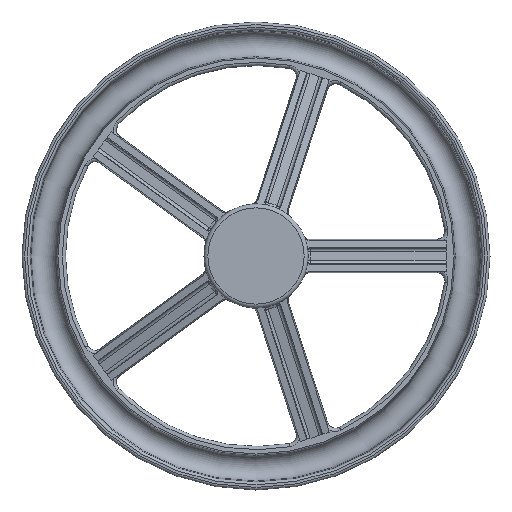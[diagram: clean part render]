
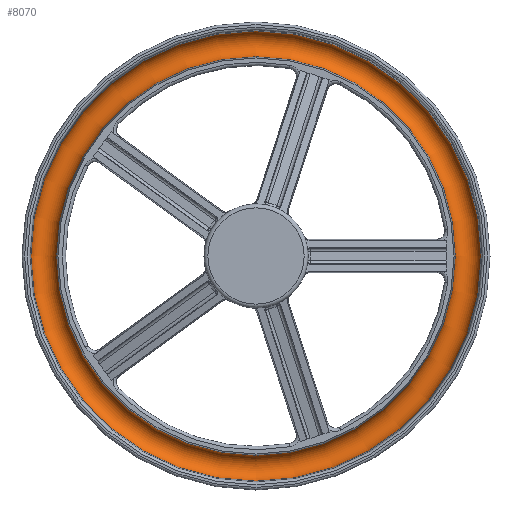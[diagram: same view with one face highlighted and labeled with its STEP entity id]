
A CAD part, left-side view. The second image highlights one B-rep face of the part: STEP entity #8070.
In plain terms, the highlighted toroidal (fillet/blend) face has major radius 163.064 mm and minor radius 10 mm.
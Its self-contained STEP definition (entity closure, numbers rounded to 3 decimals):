
#2166 = AXIS2_PLACEMENT_3D ( 'NONE', #9529, #9523, #9534 ) ;
#2198 = ORIENTED_EDGE ( 'NONE', *, *, #7858, .F. ) ;
#2259 = ORIENTED_EDGE ( 'NONE', *, *, #7811, .T. ) ;
#2510 = EDGE_LOOP ( 'NONE', ( #2198 ) ) ;
#2513 = EDGE_LOOP ( 'NONE', ( #2259 ) ) ;
#4517 = CARTESIAN_POINT ( 'NONE',  ( -15.128, 0., -35.91 ) ) ;
#4518 = DIRECTION ( 'NONE',  ( -1., 0., 0. ) ) ;
#4519 = DIRECTION ( 'NONE',  ( 0., 0., 1. ) ) ;
#4550 = DIRECTION ( 'NONE',  ( -1., 0., 0. ) ) ;
#4682 = AXIS2_PLACEMENT_3D ( 'NONE', #4517, #4518, #4519 ) ;
#4686 = AXIS2_PLACEMENT_3D ( 'NONE', #9486, #4550, #8661 ) ;
#7811 = EDGE_CURVE ( 'NONE', #13105, #13105, #12405, .T. ) ;
#7858 = EDGE_CURVE ( 'NONE', #13108, #13108, #12436, .T. ) ;
#8070 = ADVANCED_FACE ( 'NONE', ( #12663, #12679 ), #12678, .F. ) ;
#8661 = DIRECTION ( 'NONE',  ( 0., 0., 1. ) ) ;
#9486 = CARTESIAN_POINT ( 'NONE',  ( -15.128, 0., -35.91 ) ) ;
#9523 = DIRECTION ( 'NONE',  ( -1., 0., 0. ) ) ;
#9529 = CARTESIAN_POINT ( 'NONE',  ( -16., 0., -35.91 ) ) ;
#9534 = DIRECTION ( 'NONE',  ( 0., 0., 1. ) ) ;
#10309 = CARTESIAN_POINT ( 'NONE',  ( -15.128, 0., 137.116 ) ) ;
#10312 = CARTESIAN_POINT ( 'NONE',  ( -15.128, 0., 117.192 ) ) ;
#12405 = CIRCLE ( 'NONE', #4682, 173.026 ) ;
#12436 = CIRCLE ( 'NONE', #4686, 153.102 ) ;
#12663 = FACE_OUTER_BOUND ( 'NONE', #2513, .T. ) ;
#12678 = TOROIDAL_SURFACE ( 'NONE', #2166, 163.064, 10. ) ;
#12679 = FACE_OUTER_BOUND ( 'NONE', #2510, .T. ) ;
#13105 = VERTEX_POINT ( 'NONE', #10309 ) ;
#13108 = VERTEX_POINT ( 'NONE', #10312 ) ;
